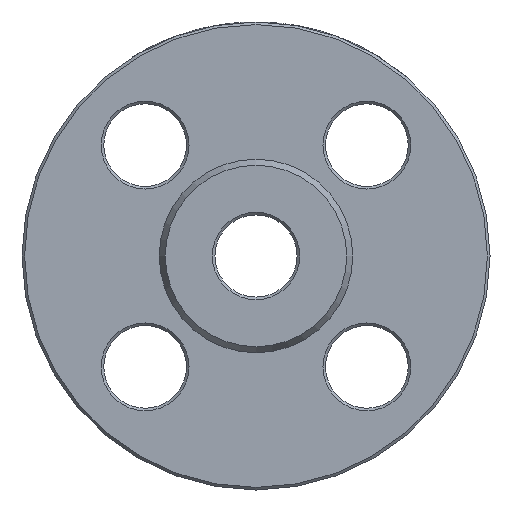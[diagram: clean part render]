
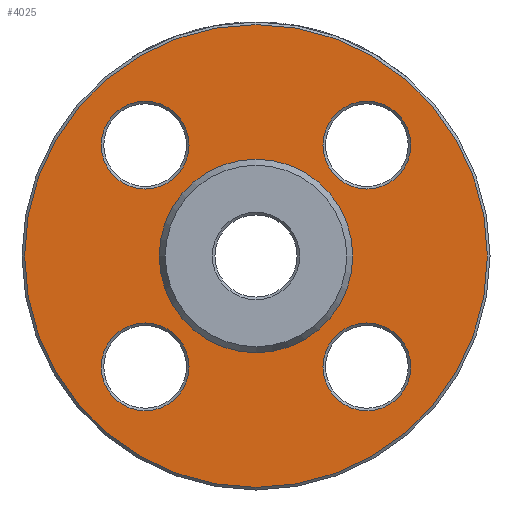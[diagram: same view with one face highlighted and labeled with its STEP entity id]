
A CAD part, left-side view. The second image highlights one B-rep face of the part: STEP entity #4025.
In plain terms, the highlighted planar face has unit normal (-1, 0, 0).
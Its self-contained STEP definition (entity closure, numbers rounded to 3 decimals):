
#198 = AXIS2_PLACEMENT_3D ( 'NONE', #2783, #4350, #3979 ) ;
#226 = EDGE_CURVE ( 'NONE', #2767, #2767, #1735, .T. ) ;
#287 = ORIENTED_EDGE ( 'NONE', *, *, #3369, .T. ) ;
#391 = EDGE_CURVE ( 'NONE', #2435, #2435, #3820, .T. ) ;
#541 = CIRCLE ( 'NONE', #4287, 8.45 ) ;
#596 = DIRECTION ( 'NONE',  ( 1., 0., 0. ) ) ;
#646 = FACE_BOUND ( 'NONE', #876, .T. ) ;
#650 = AXIS2_PLACEMENT_3D ( 'NONE', #2615, #596, #1742 ) ;
#766 = DIRECTION ( 'NONE',  ( 0., 0., 1. ) ) ;
#793 = ORIENTED_EDGE ( 'NONE', *, *, #391, .T. ) ;
#876 = EDGE_LOOP ( 'NONE', ( #3170 ) ) ;
#1309 = VERTEX_POINT ( 'NONE', #1781 ) ;
#1316 = EDGE_CURVE ( 'NONE', #4022, #4022, #2431, .T. ) ;
#1343 = DIRECTION ( 'NONE',  ( 1., 0., 0. ) ) ;
#1429 = DIRECTION ( 'NONE',  ( 0., 0., -1. ) ) ;
#1630 = CARTESIAN_POINT ( 'NONE',  ( 2., -21.319, 21.319 ) ) ;
#1632 = ORIENTED_EDGE ( 'NONE', *, *, #2962, .T. ) ;
#1735 = CIRCLE ( 'NONE', #4246, 18.605 ) ;
#1742 = DIRECTION ( 'NONE',  ( 0., 0., -1. ) ) ;
#1747 = CARTESIAN_POINT ( 'NONE',  ( 2., 18.605, 0. ) ) ;
#1781 = CARTESIAN_POINT ( 'NONE',  ( 2., -21.319, 29.769 ) ) ;
#1822 = PLANE ( 'NONE',  #4636 ) ;
#1859 = DIRECTION ( 'NONE',  ( 0., 1., 0. ) ) ;
#2137 = FACE_BOUND ( 'NONE', #4922, .T. ) ;
#2190 = FACE_OUTER_BOUND ( 'NONE', #4483, .T. ) ;
#2217 = EDGE_CURVE ( 'NONE', #2876, #2876, #541, .T. ) ;
#2218 = ORIENTED_EDGE ( 'NONE', *, *, #2217, .T. ) ;
#2223 = CARTESIAN_POINT ( 'NONE',  ( 2., 29.769, 21.319 ) ) ;
#2297 = DIRECTION ( 'NONE',  ( 1., 0., 0. ) ) ;
#2431 = CIRCLE ( 'NONE', #198, 44.5 ) ;
#2435 = VERTEX_POINT ( 'NONE', #3573 ) ;
#2448 = EDGE_LOOP ( 'NONE', ( #2218 ) ) ;
#2537 = FACE_BOUND ( 'NONE', #3755, .T. ) ;
#2543 = VERTEX_POINT ( 'NONE', #2223 ) ;
#2615 = CARTESIAN_POINT ( 'NONE',  ( 2., 21.319, -21.319 ) ) ;
#2639 = FACE_BOUND ( 'NONE', #2915, .T. ) ;
#2767 = VERTEX_POINT ( 'NONE', #4362 ) ;
#2783 = CARTESIAN_POINT ( 'NONE',  ( 2., 0., 0. ) ) ;
#2876 = VERTEX_POINT ( 'NONE', #3319 ) ;
#2915 = EDGE_LOOP ( 'NONE', ( #793 ) ) ;
#2962 = EDGE_CURVE ( 'NONE', #2543, #2543, #3132, .T. ) ;
#3132 = CIRCLE ( 'NONE', #3967, 8.45 ) ;
#3170 = ORIENTED_EDGE ( 'NONE', *, *, #226, .F. ) ;
#3276 = DIRECTION ( 'NONE',  ( 1., 0., 0. ) ) ;
#3319 = CARTESIAN_POINT ( 'NONE',  ( 2., -29.769, -21.319 ) ) ;
#3369 = EDGE_CURVE ( 'NONE', #1309, #1309, #4827, .T. ) ;
#3416 = AXIS2_PLACEMENT_3D ( 'NONE', #1630, #3276, #766 ) ;
#3573 = CARTESIAN_POINT ( 'NONE',  ( 2., 21.319, -29.769 ) ) ;
#3648 = FACE_BOUND ( 'NONE', #2448, .T. ) ;
#3697 = ORIENTED_EDGE ( 'NONE', *, *, #1316, .T. ) ;
#3755 = EDGE_LOOP ( 'NONE', ( #287 ) ) ;
#3817 = DIRECTION ( 'NONE',  ( 0., -1., 0. ) ) ;
#3820 = CIRCLE ( 'NONE', #650, 8.45 ) ;
#3967 = AXIS2_PLACEMENT_3D ( 'NONE', #4245, #2297, #1859 ) ;
#3979 = DIRECTION ( 'NONE',  ( 0., 0., -1. ) ) ;
#4022 = VERTEX_POINT ( 'NONE', #4444 ) ;
#4025 = ADVANCED_FACE ( 'NONE', ( #3648, #2537, #2137, #2639, #2190, #646 ), #1822, .F. ) ;
#4245 = CARTESIAN_POINT ( 'NONE',  ( 2., 21.319, 21.319 ) ) ;
#4246 = AXIS2_PLACEMENT_3D ( 'NONE', #4466, #4879, #4440 ) ;
#4287 = AXIS2_PLACEMENT_3D ( 'NONE', #4553, #1343, #3817 ) ;
#4350 = DIRECTION ( 'NONE',  ( -1., 0., 0. ) ) ;
#4362 = CARTESIAN_POINT ( 'NONE',  ( 2., 0., 18.605 ) ) ;
#4440 = DIRECTION ( 'NONE',  ( 0., 0., 1. ) ) ;
#4444 = CARTESIAN_POINT ( 'NONE',  ( 2., 0., -44.5 ) ) ;
#4466 = CARTESIAN_POINT ( 'NONE',  ( 2., 0., 0. ) ) ;
#4483 = EDGE_LOOP ( 'NONE', ( #3697 ) ) ;
#4553 = CARTESIAN_POINT ( 'NONE',  ( 2., -21.319, -21.319 ) ) ;
#4620 = DIRECTION ( 'NONE',  ( 1., 0., 0. ) ) ;
#4636 = AXIS2_PLACEMENT_3D ( 'NONE', #1747, #4620, #1429 ) ;
#4827 = CIRCLE ( 'NONE', #3416, 8.45 ) ;
#4879 = DIRECTION ( 'NONE',  ( -1., 0., 0. ) ) ;
#4922 = EDGE_LOOP ( 'NONE', ( #1632 ) ) ;
